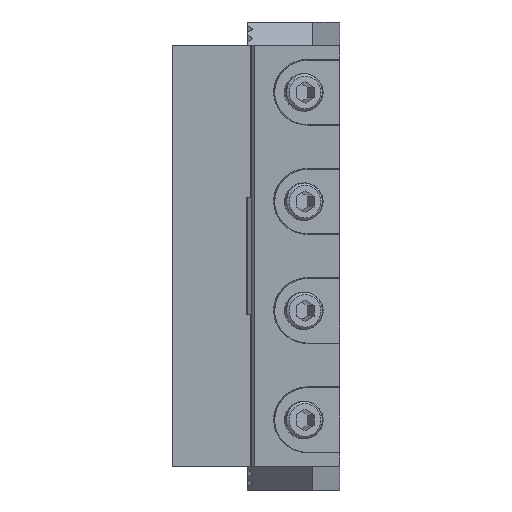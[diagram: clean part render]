
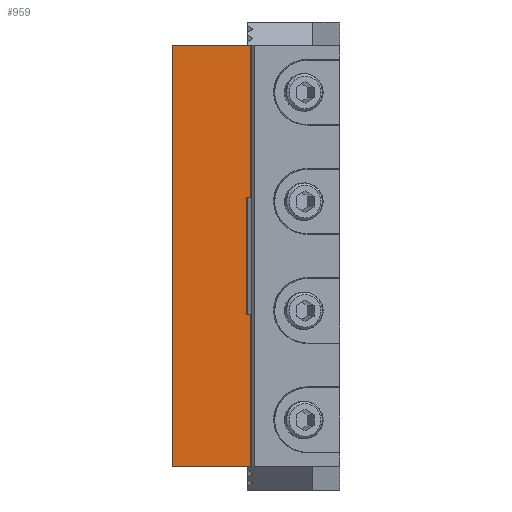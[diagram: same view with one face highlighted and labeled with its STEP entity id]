
A CAD part, front view. The second image highlights one B-rep face of the part: STEP entity #959.
In plain terms, the highlighted planar face has unit normal (0, -1, 0).
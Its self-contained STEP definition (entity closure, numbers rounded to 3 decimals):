
#959=ADVANCED_FACE('',(#1497),#1224,.T.);
#1224=PLANE('',#7019);
#1497=FACE_OUTER_BOUND('',#1922,.T.);
#1922=EDGE_LOOP('',(#3514,#3515,#3516,#3517,#3518,#3519,#3520,#3521));
#3514=ORIENTED_EDGE('',*,*,#5188,.F.);
#3515=ORIENTED_EDGE('',*,*,#5123,.F.);
#3516=ORIENTED_EDGE('',*,*,#5120,.F.);
#3517=ORIENTED_EDGE('',*,*,#5113,.F.);
#3518=ORIENTED_EDGE('',*,*,#5189,.F.);
#3519=ORIENTED_EDGE('',*,*,#5168,.F.);
#3520=ORIENTED_EDGE('',*,*,#5165,.F.);
#3521=ORIENTED_EDGE('',*,*,#5160,.F.);
#4286=VERTEX_POINT('',#10939);
#4287=VERTEX_POINT('',#10941);
#4291=VERTEX_POINT('',#10951);
#4295=VERTEX_POINT('',#10961);
#4318=VERTEX_POINT('',#11022);
#4319=VERTEX_POINT('',#11024);
#4321=VERTEX_POINT('',#11030);
#4325=VERTEX_POINT('',#11040);
#5113=EDGE_CURVE('',#4286,#4287,#5771,.T.);
#5120=EDGE_CURVE('',#4287,#4291,#5776,.T.);
#5123=EDGE_CURVE('',#4291,#4295,#5779,.T.);
#5160=EDGE_CURVE('',#4318,#4319,#5806,.T.);
#5165=EDGE_CURVE('',#4319,#4321,#5811,.T.);
#5168=EDGE_CURVE('',#4321,#4325,#5814,.T.);
#5188=EDGE_CURVE('',#4295,#4318,#5829,.T.);
#5189=EDGE_CURVE('',#4325,#4286,#5830,.T.);
#5771=LINE('',#10940,#6406);
#5776=LINE('',#10954,#6411);
#5779=LINE('',#10960,#6414);
#5806=LINE('',#11023,#6441);
#5811=LINE('',#11033,#6446);
#5814=LINE('',#11039,#6449);
#5829=LINE('',#11072,#6464);
#5830=LINE('',#11073,#6465);
#6406=VECTOR('',#8636,1.);
#6411=VECTOR('',#8647,1.);
#6414=VECTOR('',#8652,1.);
#6441=VECTOR('',#8703,1.);
#6446=VECTOR('',#8710,1.);
#6449=VECTOR('',#8715,1.);
#6464=VECTOR('',#8744,1.);
#6465=VECTOR('',#8745,1.);
#7019=AXIS2_PLACEMENT_3D('',#11074,#8746,#8747);
#8636=DIRECTION('',(-1.,0.,0.));
#8647=DIRECTION('',(0.,0.,1.));
#8652=DIRECTION('',(1.,0.,0.));
#8703=DIRECTION('',(-1.,0.,0.));
#8710=DIRECTION('',(0.,0.,-1.));
#8715=DIRECTION('',(1.,0.,0.));
#8744=DIRECTION('',(0.,0.,-1.));
#8745=DIRECTION('',(0.,0.,-1.));
#8746=DIRECTION('',(0.,-1.,0.));
#8747=DIRECTION('',(-1.,0.,0.));
#10939=CARTESIAN_POINT('',(0.711,-27.86,5.));
#10940=CARTESIAN_POINT('',(0.867,-27.86,5.));
#10941=CARTESIAN_POINT('',(-16.003,-27.86,5.));
#10951=CARTESIAN_POINT('',(-16.003,-27.86,95.));
#10954=CARTESIAN_POINT('',(-16.003,-27.86,5.));
#10960=CARTESIAN_POINT('',(-16.003,-27.86,95.));
#10961=CARTESIAN_POINT('',(0.711,-27.86,95.));
#11022=CARTESIAN_POINT('',(0.711,-27.86,62.5));
#11023=CARTESIAN_POINT('',(0.867,-27.86,62.5));
#11024=CARTESIAN_POINT('',(-0.233,-27.86,62.5));
#11030=CARTESIAN_POINT('',(-0.233,-27.86,37.5));
#11033=CARTESIAN_POINT('',(-0.233,-27.86,62.5));
#11039=CARTESIAN_POINT('',(-0.233,-27.86,37.5));
#11040=CARTESIAN_POINT('',(0.711,-27.86,37.5));
#11072=CARTESIAN_POINT('',(0.711,-27.86,5.));
#11073=CARTESIAN_POINT('',(0.711,-27.86,5.));
#11074=CARTESIAN_POINT('',(0.867,-27.86,5.));
